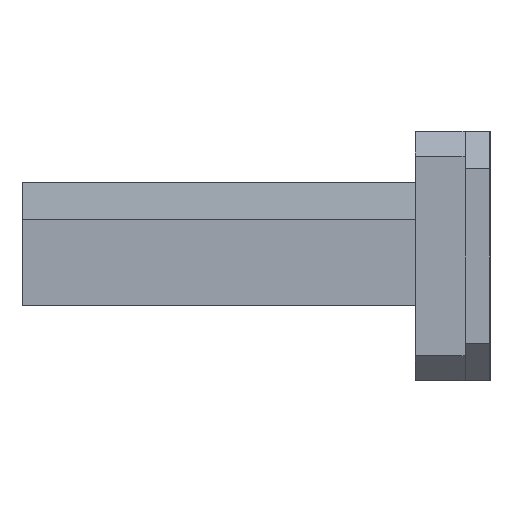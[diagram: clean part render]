
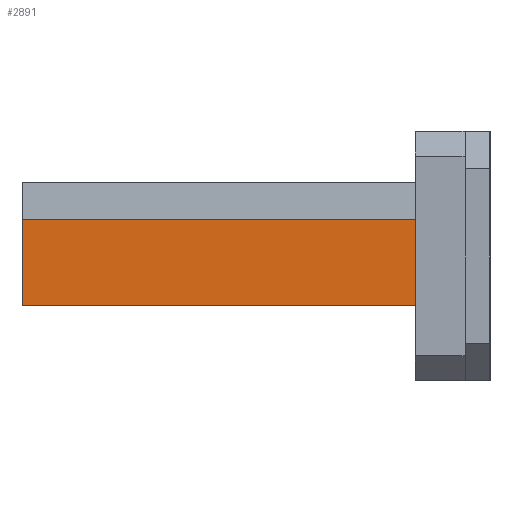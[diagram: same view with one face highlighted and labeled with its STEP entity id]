
A CAD part, left-side view. The second image highlights one B-rep face of the part: STEP entity #2891.
In plain terms, the highlighted planar face has unit normal (-1, 0, 0).
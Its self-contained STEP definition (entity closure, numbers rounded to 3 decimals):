
#139=FACE_OUTER_BOUND('',#282,.T.);
#282=EDGE_LOOP('',(#2152,#2153,#2154,#2155));
#489=LINE('',#4198,#870);
#504=LINE('',#4227,#885);
#505=LINE('',#4230,#886);
#506=LINE('',#4231,#887);
#870=VECTOR('',#3443,10.);
#885=VECTOR('',#3470,10.);
#886=VECTOR('',#3473,10.);
#887=VECTOR('',#3474,10.);
#1277=VERTEX_POINT('',#4195);
#1278=VERTEX_POINT('',#4197);
#1286=VERTEX_POINT('',#4225);
#1287=VERTEX_POINT('',#4229);
#1593=EDGE_CURVE('',#1277,#1278,#489,.T.);
#1608=EDGE_CURVE('',#1277,#1286,#504,.T.);
#1609=EDGE_CURVE('',#1287,#1286,#505,.T.);
#1610=EDGE_CURVE('',#1278,#1287,#506,.T.);
#2152=ORIENTED_EDGE('',*,*,#1608,.T.);
#2153=ORIENTED_EDGE('',*,*,#1609,.F.);
#2154=ORIENTED_EDGE('',*,*,#1610,.F.);
#2155=ORIENTED_EDGE('',*,*,#1593,.F.);
#2758=PLANE('',#3097);
#2891=ADVANCED_FACE('',(#139),#2758,.T.);
#3097=AXIS2_PLACEMENT_3D('',#4228,#3471,#3472);
#3443=DIRECTION('',(0.,-1.,0.));
#3470=DIRECTION('',(0.,0.,-1.));
#3471=DIRECTION('center_axis',(-1.,0.,0.));
#3472=DIRECTION('ref_axis',(0.,1.,0.));
#3473=DIRECTION('',(0.,1.,0.));
#3474=DIRECTION('',(0.,0.,-1.));
#4195=CARTESIAN_POINT('',(-6.6,36.9,27.35));
#4197=CARTESIAN_POINT('',(-6.6,30.,27.35));
#4198=CARTESIAN_POINT('',(-6.6,30.,27.35));
#4225=CARTESIAN_POINT('',(-6.6,36.9,-6.15));
#4227=CARTESIAN_POINT('',(-6.6,36.9,-4.15));
#4228=CARTESIAN_POINT('Origin',(-6.6,30.,-4.15));
#4229=CARTESIAN_POINT('',(-6.6,30.,-6.15));
#4230=CARTESIAN_POINT('',(-6.6,30.,-6.15));
#4231=CARTESIAN_POINT('',(-6.6,30.,-4.15));
